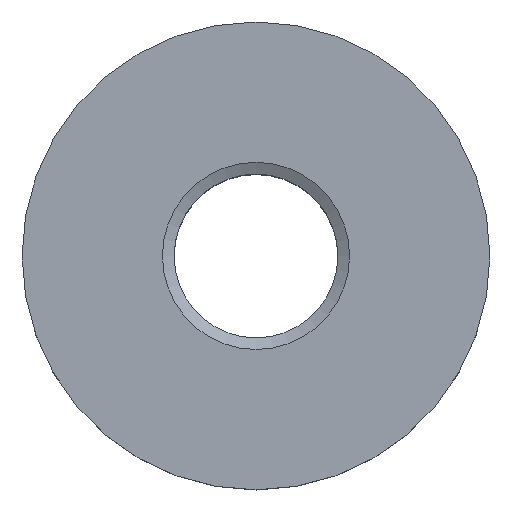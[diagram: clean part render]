
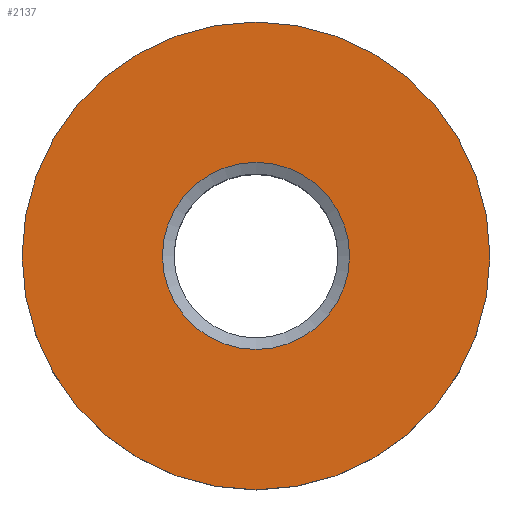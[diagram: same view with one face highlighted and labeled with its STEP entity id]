
A CAD part, top view. The second image highlights one B-rep face of the part: STEP entity #2137.
In plain terms, the highlighted planar face has unit normal (0, 0, 1).
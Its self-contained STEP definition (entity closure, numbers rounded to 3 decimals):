
#300=PLANE('',#2331);
#416=FACE_BOUND('',#671,.T.);
#479=FACE_OUTER_BOUND('',#670,.T.);
#670=EDGE_LOOP('',(#1542));
#671=EDGE_LOOP('',(#1543));
#801=CIRCLE('',#2300,2.4);
#809=CIRCLE('',#2332,6.);
#933=VERTEX_POINT('',#3219);
#941=VERTEX_POINT('',#3259);
#1170=EDGE_CURVE('',#933,#933,#801,.T.);
#1178=EDGE_CURVE('',#941,#941,#809,.T.);
#1542=ORIENTED_EDGE('',*,*,#1178,.T.);
#1543=ORIENTED_EDGE('',*,*,#1170,.T.);
#2137=ADVANCED_FACE('',(#479,#416),#300,.T.);
#2300=AXIS2_PLACEMENT_3D('',#3220,#2653,#2654);
#2331=AXIS2_PLACEMENT_3D('',#3258,#2715,#2716);
#2332=AXIS2_PLACEMENT_3D('',#3260,#2717,#2718);
#2653=DIRECTION('center_axis',(0.,0.,
-1.));
#2654=DIRECTION('ref_axis',(1.,0.,0.));
#2715=DIRECTION('center_axis',(0.,0.,
1.));
#2716=DIRECTION('ref_axis',(1.,0.,0.));
#2717=DIRECTION('center_axis',(0.,0.,
1.));
#2718=DIRECTION('ref_axis',(-1.,0.,0.));
#3219=CARTESIAN_POINT('',(-2.4,0.,2.));
#3220=CARTESIAN_POINT('Origin',(0.,0.,
2.));
#3258=CARTESIAN_POINT('Origin',(0.,0.,
2.));
#3259=CARTESIAN_POINT('',(-6.,0.,2.));
#3260=CARTESIAN_POINT('Origin',(0.,0.,
2.));
